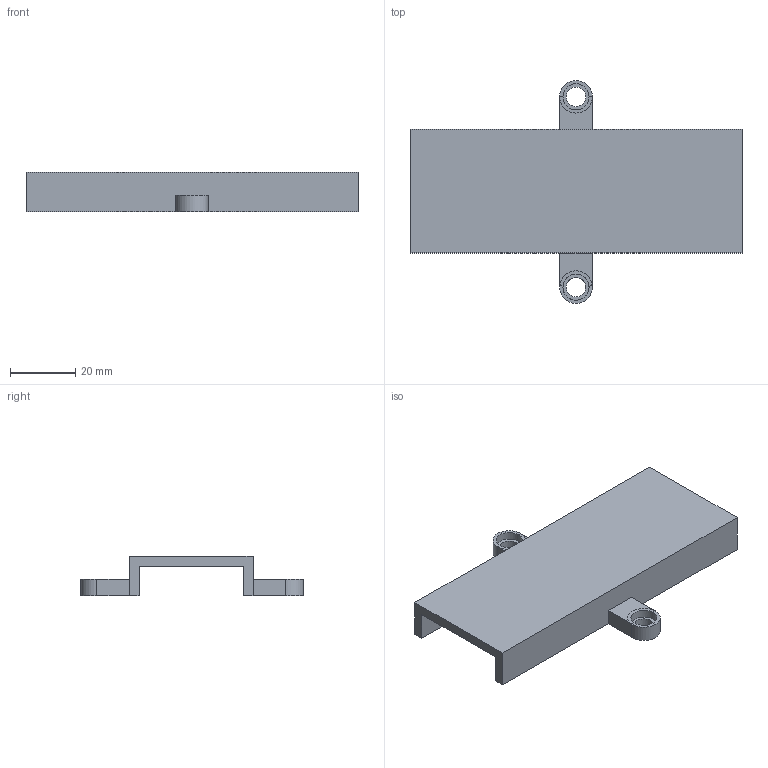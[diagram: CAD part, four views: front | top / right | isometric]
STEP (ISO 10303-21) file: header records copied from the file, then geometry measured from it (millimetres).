
FILE_DESCRIPTION(('FreeCAD Model'),'2;1');
FILE_NAME('Open CASCADE Shape Model','2025-01-21T17:42:13',('Author'),( ''),'Open CASCADE STEP processor 7.6','FreeCAD','Unknown');
FILE_SCHEMA(('AUTOMOTIVE_DESIGN { 1 0 10303 214 1 1 1 1 }'));
Length unit declared in the file: millimetre
Products named in the file (4): Unnamed; Cut005; Cut006; Cut007
Assembly tree (3 placements, depth 2):
  Unnamed
    Cut005
    Cut006
    Cut007
Bounding box: 102 x 68.5 x 12 mm (x, y, z)
Volume: 18161 mm3; surface area: 13508.2 mm2
Topology: 3 solids, 3 shells, 39 faces, 87 edges, 52 vertices
Faces by surface type: plane 32, cylinder 7
Full cylindrical faces by diameter (mm): 6 x2, 8 x2
Entity records: 1161 total; most frequent: DIRECTION 197, CARTESIAN_POINT 182, ORIENTED_EDGE 174, EDGE_CURVE 87, AXIS2_PLACEMENT_3D 67, LINE 63, VECTOR 63, VERTEX_POINT 52
